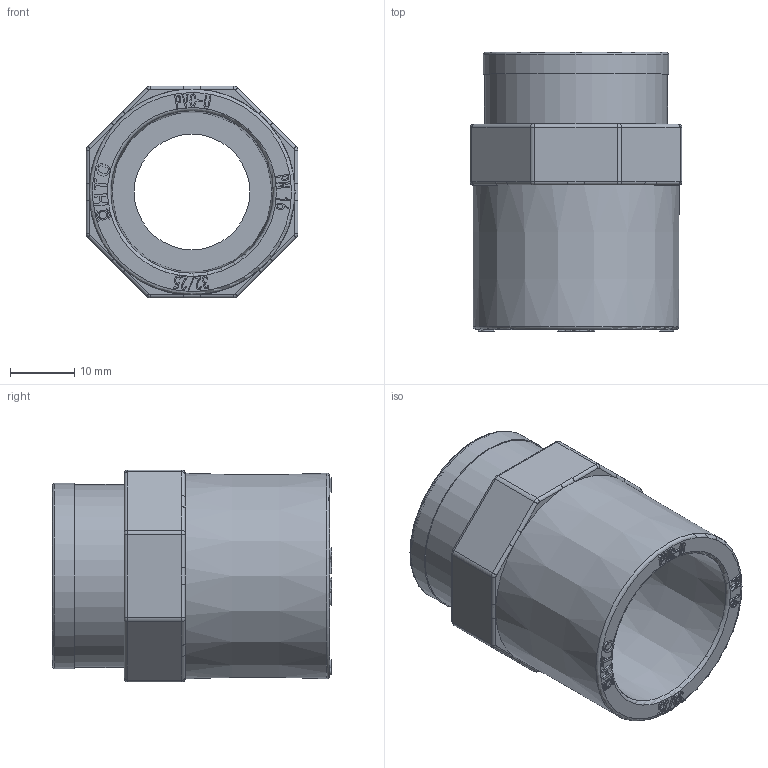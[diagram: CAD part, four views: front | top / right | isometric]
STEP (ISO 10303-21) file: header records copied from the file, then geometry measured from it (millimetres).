
FILE_DESCRIPTION(/* description */ (''),/* implementation_level */ '2;1');
FILE_NAME(/* name */ 'AF0351.032.020.step',/* time_stamp */ '2026-01-22T10:39:29+01:00',/* author */ (''),/* organization */ (''),/* preprocessor_version */ 'ST-DEVELOPER v20.1',/* originating_system */ 'Autodesk Translation Framework v14.21.0.0',/* authorisation */ '');
FILE_SCHEMA (('AUTOMOTIVE_DESIGN { 1 0 10303 214 3 1 1 }'));
Length unit declared in the file: millimetre
Products named in the file (1): AF0351.032.020
Bounding box: 33 x 43.46 x 33 mm (x, y, z)
Volume: 17020.3 mm3; surface area: 10223.9 mm2
Topology: 2 solids, 2 shells, 753 faces, 2110 edges, 1388 vertices
Faces by surface type: plane 647, cylinder 63, bspline 35, torus 6, cone 2
Full cylindrical faces by diameter (mm): 1.167 x1, 1.556 x1, 18 x1, 18.631 x8, 20.955 x8, 24 x1, 24.023 x1, 28.5 x1, 28.562 x1, 28.879 x1
Entity records: 28422 total; most frequent: CARTESIAN_POINT 9129, ORIENTED_EDGE 4220, DIRECTION 3610, EDGE_CURVE 2110, LINE 1892, VECTOR 1892, VERTEX_POINT 1388, AXIS2_PLACEMENT_3D 859
